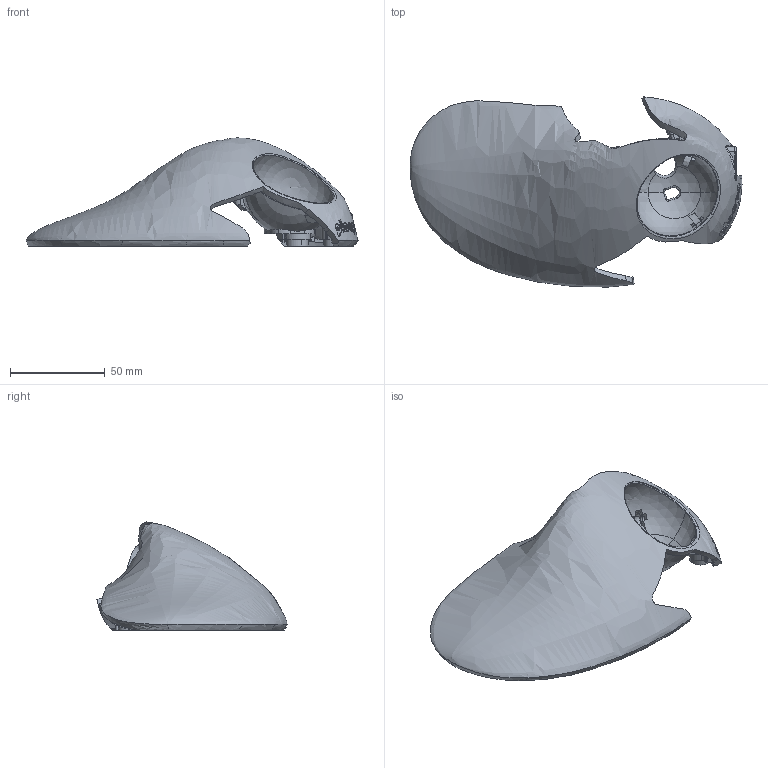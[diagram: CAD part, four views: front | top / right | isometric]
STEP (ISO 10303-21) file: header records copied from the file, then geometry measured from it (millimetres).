
FILE_DESCRIPTION (( 'STEP AP203' ), '1' );
FILE_NAME ('Top-REVC.step', '2021-06-01T02:53:57', ( '' ), ( '' ), '', '', '' );
FILE_SCHEMA (( 'CONFIG_CONTROL_DESIGN' ));
Products named in the file (1): Top-REVC
Bounding box: 175.3 x 100.44 x 57.1 mm (x, y, z)
Volume: 62341 mm3; surface area: 44383.6 mm2
Topology: 1 solids, 1 shells, 714 faces, 1964 edges, 1277 vertices
Faces by surface type: bspline 391, cylinder 149, plane 131, torus 20, cone 17, sphere 6
Entity records: 99046 total; most frequent: CARTESIAN_POINT 84058, ORIENTED_EDGE 3910, EDGE_CURVE 1955, DIRECTION 1786, VERTEX_POINT 1273, B_SPLINE_CURVE_WITH_KNOTS 1083, EDGE_LOOP 750, FACE_OUTER_BOUND 714
